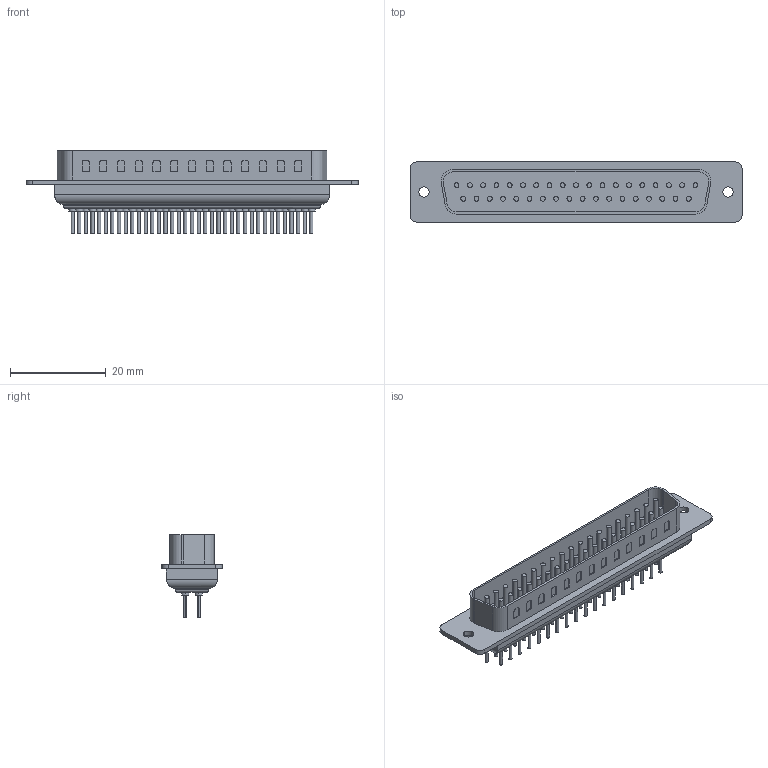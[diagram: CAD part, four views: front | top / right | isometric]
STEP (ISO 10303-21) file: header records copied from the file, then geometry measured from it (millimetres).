
FILE_DESCRIPTION(('STEP AP214'),'1');
FILE_NAME(' ',' ',('TraceParts'),('TraceParts S.A.'),'XStep 1.0',' ',' ');
FILE_SCHEMA(('automotive_design'));
Length unit declared in the file: millimetre
Products named in the file (1): 1
Bounding box: 69.32 x 12.55 x 17.2 mm (x, y, z)
Volume: 4134.3 mm3; surface area: 5047.9 mm2
Topology: 1 solids, 1 shells, 568 faces, 1270 edges, 844 vertices
Faces by surface type: cylinder 302, plane 266
Entity records: 31228 total; most frequent: DIRECTION 3000, CARTESIAN_POINT 2775, STYLED_ITEM 2682, PRESENTATION_STYLE_ASSIGNMENT 2682, COLOUR_RGB 2682, ORIENTED_EDGE 2540, EDGE_CURVE 1270, CURVE_STYLE 1270
